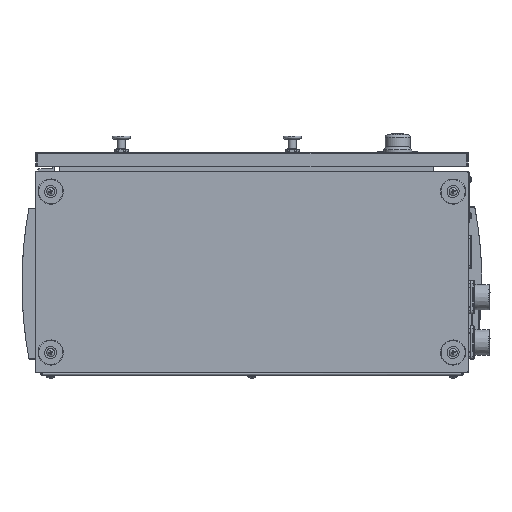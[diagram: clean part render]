
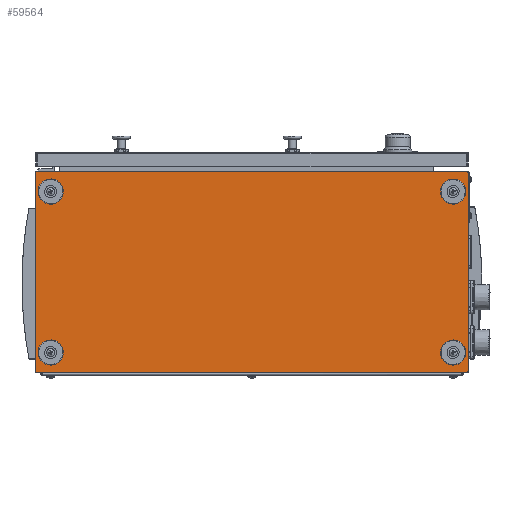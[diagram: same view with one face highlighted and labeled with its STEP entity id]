
A CAD part, front view. The second image highlights one B-rep face of the part: STEP entity #59564.
In plain terms, the highlighted planar face has unit normal (0, -1, 0).
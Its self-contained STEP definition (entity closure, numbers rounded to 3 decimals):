
#3292 = VERTEX_POINT ( 'NONE', #142094 ) ;
#3422 = CARTESIAN_POINT ( 'NONE',  ( 213.5, 8., 100. ) ) ;
#3816 = VERTEX_POINT ( 'NONE', #3422 ) ;
#5948 = EDGE_CURVE ( 'NONE', #33073, #129609, #100116, .T. ) ;
#6026 = DIRECTION ( 'NONE',  ( 0., 0., 1. ) ) ;
#6269 = VERTEX_POINT ( 'NONE', #29872 ) ;
#6486 = EDGE_CURVE ( 'NONE', #127931, #142315, #97909, .T. ) ;
#6975 = AXIS2_PLACEMENT_3D ( 'NONE', #72446, #109288, #25325 ) ;
#8625 = CARTESIAN_POINT ( 'NONE',  ( 200., 8., 80. ) ) ;
#9197 = FACE_OUTER_BOUND ( 'NONE', #82415, .T. ) ;
#13869 = LINE ( 'NONE', #108225, #123603 ) ;
#14356 = FACE_BOUND ( 'NONE', #146302, .T. ) ;
#16657 = EDGE_CURVE ( 'NONE', #43894, #127931, #20416, .T. ) ;
#20416 = LINE ( 'NONE', #64960, #94646 ) ;
#22121 = FACE_BOUND ( 'NONE', #116947, .T. ) ;
#23481 = CARTESIAN_POINT ( 'NONE',  ( -213.5, 8., 100. ) ) ;
#24806 = DIRECTION ( 'NONE',  ( 1., 0., 0. ) ) ;
#25325 = DIRECTION ( 'NONE',  ( 1., 0., 0. ) ) ;
#27170 = CIRCLE ( 'NONE', #148561, 1.5 ) ;
#29872 = CARTESIAN_POINT ( 'NONE',  ( 212., 8., 80. ) ) ;
#30098 = DIRECTION ( 'NONE',  ( 0., -1., 0. ) ) ;
#33073 = VERTEX_POINT ( 'NONE', #78966 ) ;
#35031 = CARTESIAN_POINT ( 'NONE',  ( -213.5, 8., -100. ) ) ;
#35704 = DIRECTION ( 'NONE',  ( 0., -1., 0. ) ) ;
#35955 = VECTOR ( 'NONE', #42364, 1000. ) ;
#35990 = CIRCLE ( 'NONE', #6975, 1.5 ) ;
#40256 = VERTEX_POINT ( 'NONE', #148315 ) ;
#41315 = VERTEX_POINT ( 'NONE', #23481 ) ;
#42008 = VECTOR ( 'NONE', #143642, 1000. ) ;
#42364 = DIRECTION ( 'NONE',  ( 0., 0., -1. ) ) ;
#43056 = AXIS2_PLACEMENT_3D ( 'NONE', #8625, #52989, #108268 ) ;
#43894 = VERTEX_POINT ( 'NONE', #35031 ) ;
#44737 = EDGE_CURVE ( 'NONE', #129609, #43894, #35990, .T. ) ;
#45496 = CARTESIAN_POINT ( 'NONE',  ( -200., 8., 92. ) ) ;
#45637 = CIRCLE ( 'NONE', #108956, 12. ) ;
#47722 = EDGE_CURVE ( 'NONE', #40256, #3816, #120132, .T. ) ;
#48006 = DIRECTION ( 'NONE',  ( 1., 0., 0. ) ) ;
#49962 = EDGE_CURVE ( 'NONE', #3292, #3292, #113476, .T. ) ;
#51650 = AXIS2_PLACEMENT_3D ( 'NONE', #88327, #64752, #117311 ) ;
#52989 = DIRECTION ( 'NONE',  ( 0., -1., 0. ) ) ;
#53443 = DIRECTION ( 'NONE',  ( 0., 0., 1. ) ) ;
#53539 = CARTESIAN_POINT ( 'NONE',  ( 0., 8., 0. ) ) ;
#59564 = ADVANCED_FACE ( 'NONE', ( #22121, #14356, #74792, #113984, #9197 ), #119248, .T. ) ;
#62193 = LINE ( 'NONE', #77813, #42008 ) ;
#63758 = EDGE_CURVE ( 'NONE', #158042, #158042, #153800, .T. ) ;
#64752 = DIRECTION ( 'NONE',  ( 0., -1., 0. ) ) ;
#64960 = CARTESIAN_POINT ( 'NONE',  ( -215., 8., -100. ) ) ;
#66189 = CARTESIAN_POINT ( 'NONE',  ( -200., 8., -80. ) ) ;
#66432 = CARTESIAN_POINT ( 'NONE',  ( -213.5, 8., 98.5 ) ) ;
#67859 = AXIS2_PLACEMENT_3D ( 'NONE', #53539, #30098, #24806 ) ;
#71940 = CARTESIAN_POINT ( 'NONE',  ( -200., 8., 80. ) ) ;
#72417 = ORIENTED_EDGE ( 'NONE', *, *, #112771, .T. ) ;
#72446 = CARTESIAN_POINT ( 'NONE',  ( -213.5, 8., -98.5 ) ) ;
#73858 = CARTESIAN_POINT ( 'NONE',  ( 213.5, 8., -100. ) ) ;
#74792 = FACE_BOUND ( 'NONE', #133203, .T. ) ;
#74813 = ORIENTED_EDGE ( 'NONE', *, *, #49962, .F. ) ;
#77813 = CARTESIAN_POINT ( 'NONE',  ( -215., 8., 100. ) ) ;
#78966 = CARTESIAN_POINT ( 'NONE',  ( -215., 8., 98.5 ) ) ;
#82279 = CARTESIAN_POINT ( 'NONE',  ( 200., 8., -80. ) ) ;
#82415 = EDGE_LOOP ( 'NONE', ( #121782, #88439, #103471, #88677, #72417, #107720, #153058, #117764 ) ) ;
#86893 = CARTESIAN_POINT ( 'NONE',  ( -215., 8., -100. ) ) ;
#88327 = CARTESIAN_POINT ( 'NONE',  ( 213.5, 8., -98.5 ) ) ;
#88439 = ORIENTED_EDGE ( 'NONE', *, *, #6486, .T. ) ;
#88677 = ORIENTED_EDGE ( 'NONE', *, *, #47722, .T. ) ;
#91271 = DIRECTION ( 'NONE',  ( 1., 0., 0. ) ) ;
#92462 = DIRECTION ( 'NONE',  ( 0., -1., 0. ) ) ;
#94646 = VECTOR ( 'NONE', #91271, 1000. ) ;
#95505 = AXIS2_PLACEMENT_3D ( 'NONE', #66189, #92462, #113589 ) ;
#95960 = ORIENTED_EDGE ( 'NONE', *, *, #63758, .F. ) ;
#97909 = CIRCLE ( 'NONE', #51650, 1.5 ) ;
#97968 = VERTEX_POINT ( 'NONE', #45496 ) ;
#100116 = LINE ( 'NONE', #86893, #35955 ) ;
#102442 = EDGE_LOOP ( 'NONE', ( #74813 ) ) ;
#103409 = DIRECTION ( 'NONE',  ( 0., -1., 0. ) ) ;
#103471 = ORIENTED_EDGE ( 'NONE', *, *, #130914, .T. ) ;
#107720 = ORIENTED_EDGE ( 'NONE', *, *, #124215, .T. ) ;
#108225 = CARTESIAN_POINT ( 'NONE',  ( 215., 8., -100. ) ) ;
#108268 = DIRECTION ( 'NONE',  ( 1., 0., 0. ) ) ;
#108956 = AXIS2_PLACEMENT_3D ( 'NONE', #71940, #142801, #148059 ) ;
#109279 = AXIS2_PLACEMENT_3D ( 'NONE', #82279, #103409, #53443 ) ;
#109288 = DIRECTION ( 'NONE',  ( 0., -1., 0. ) ) ;
#110341 = ORIENTED_EDGE ( 'NONE', *, *, #113753, .F. ) ;
#112771 = EDGE_CURVE ( 'NONE', #3816, #41315, #62193, .T. ) ;
#113476 = CIRCLE ( 'NONE', #109279, 12. ) ;
#113589 = DIRECTION ( 'NONE',  ( 0., 0., 1. ) ) ;
#113753 = EDGE_CURVE ( 'NONE', #6269, #6269, #130439, .T. ) ;
#113984 = FACE_BOUND ( 'NONE', #102442, .T. ) ;
#114533 = EDGE_CURVE ( 'NONE', #97968, #97968, #45637, .T. ) ;
#114613 = ORIENTED_EDGE ( 'NONE', *, *, #114533, .F. ) ;
#116947 = EDGE_LOOP ( 'NONE', ( #95960 ) ) ;
#117311 = DIRECTION ( 'NONE',  ( 1., 0., 0. ) ) ;
#117764 = ORIENTED_EDGE ( 'NONE', *, *, #44737, .T. ) ;
#119248 = PLANE ( 'NONE',  #67859 ) ;
#120132 = CIRCLE ( 'NONE', #149191, 1.5 ) ;
#121782 = ORIENTED_EDGE ( 'NONE', *, *, #16657, .T. ) ;
#123603 = VECTOR ( 'NONE', #6026, 1000. ) ;
#124215 = EDGE_CURVE ( 'NONE', #41315, #33073, #27170, .T. ) ;
#126544 = CARTESIAN_POINT ( 'NONE',  ( -200., 8., -68. ) ) ;
#126844 = DIRECTION ( 'NONE',  ( 0., -1., 0. ) ) ;
#126847 = CARTESIAN_POINT ( 'NONE',  ( -215., 8., -98.5 ) ) ;
#127931 = VERTEX_POINT ( 'NONE', #73858 ) ;
#129609 = VERTEX_POINT ( 'NONE', #126847 ) ;
#130439 = CIRCLE ( 'NONE', #43056, 12. ) ;
#130914 = EDGE_CURVE ( 'NONE', #142315, #40256, #13869, .T. ) ;
#132796 = CARTESIAN_POINT ( 'NONE',  ( 213.5, 8., 98.5 ) ) ;
#133203 = EDGE_LOOP ( 'NONE', ( #110341 ) ) ;
#142094 = CARTESIAN_POINT ( 'NONE',  ( 200., 8., -68. ) ) ;
#142315 = VERTEX_POINT ( 'NONE', #161689 ) ;
#142801 = DIRECTION ( 'NONE',  ( 0., -1., 0. ) ) ;
#143642 = DIRECTION ( 'NONE',  ( -1., 0., 0. ) ) ;
#146302 = EDGE_LOOP ( 'NONE', ( #114613 ) ) ;
#148059 = DIRECTION ( 'NONE',  ( 0., 0., 1. ) ) ;
#148315 = CARTESIAN_POINT ( 'NONE',  ( 215., 8., 98.5 ) ) ;
#148561 = AXIS2_PLACEMENT_3D ( 'NONE', #66432, #126844, #48006 ) ;
#149191 = AXIS2_PLACEMENT_3D ( 'NONE', #132796, #35704, #156370 ) ;
#153058 = ORIENTED_EDGE ( 'NONE', *, *, #5948, .T. ) ;
#153800 = CIRCLE ( 'NONE', #95505, 12. ) ;
#156370 = DIRECTION ( 'NONE',  ( 1., 0., 0. ) ) ;
#158042 = VERTEX_POINT ( 'NONE', #126544 ) ;
#161689 = CARTESIAN_POINT ( 'NONE',  ( 215., 8., -98.5 ) ) ;
